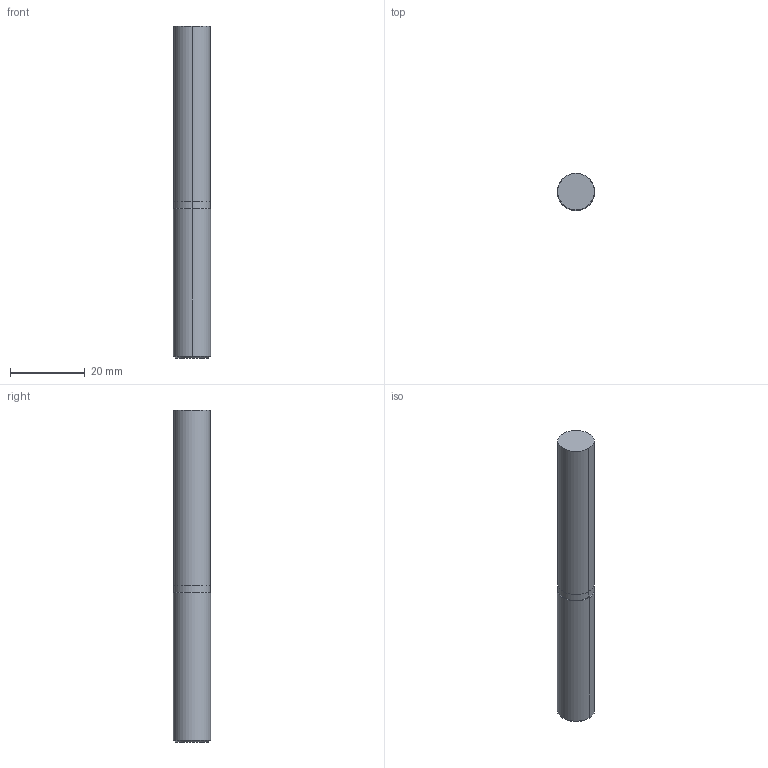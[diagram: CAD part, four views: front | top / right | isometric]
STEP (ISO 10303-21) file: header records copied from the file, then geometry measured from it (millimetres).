
FILE_DESCRIPTION((''),'2;1');
FILE_NAME('606386513-000-00-CD1','2014-12-18T',('steckerb'),(''),'PRO/ENGINEER BY PARAMETRIC TECHNOLOGY CORPORATION, 2011220','PRO/ENGINEER BY PARAMETRIC TECHNOLOGY CORPORATION, 2011220','');
FILE_SCHEMA(('AUTOMOTIVE_DESIGN_CC2 { 1 2 10303 214 -1 1 5 2 }'));
Length unit declared in the file: millimetre
Products named in the file (1): 606386513-000-00-CD1
Bounding box: 10 x 10 x 89 mm (x, y, z)
Volume: 6834 mm3; surface area: 2912.2 mm2
Topology: 1 solids, 1 shells, 16 faces, 58 edges, 51 vertices
Faces by surface type: cylinder 8, plane 4, cone 4
Entity records: 1019 total; most frequent: DIRECTION 114, CARTESIAN_POINT 96, PRESENTATION_STYLE_ASSIGNMENT 86, STYLED_ITEM 79, CURVE_STYLE 65, ORIENTED_EDGE 60, VECTOR 40, LINE 40
